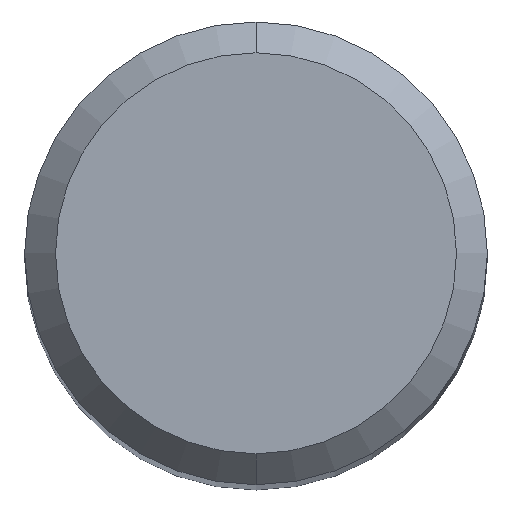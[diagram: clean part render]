
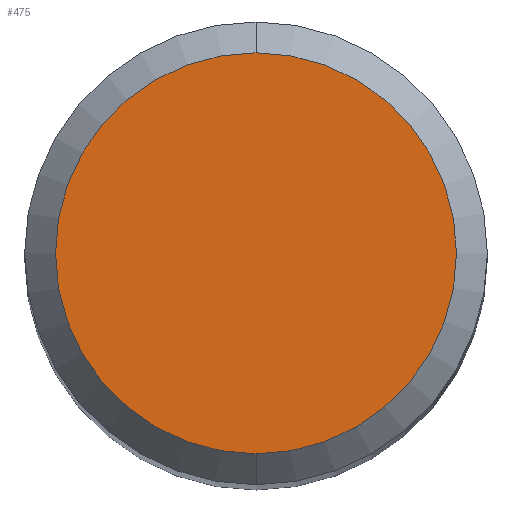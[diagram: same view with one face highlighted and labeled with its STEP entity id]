
A CAD part, top view. The second image highlights one B-rep face of the part: STEP entity #475.
In plain terms, the highlighted planar face has unit normal (0, 0, 1).
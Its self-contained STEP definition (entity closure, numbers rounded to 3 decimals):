
#331=EDGE_CURVE('',#411,#439,#662,.T.);
#411=VERTEX_POINT('',#756);
#425=EDGE_CURVE('',#439,#411,#771,.T.);
#439=VERTEX_POINT('',#785);
#475=ADVANCED_FACE('',(#822),#823,.T.);
#662=CIRCLE('',#1168,2.6);
#756=CARTESIAN_POINT('',(0.0,2.6,0.0));
#771=CIRCLE('',#1348,2.6);
#785=CARTESIAN_POINT('',(0.,-2.6,0.0));
#822=FACE_OUTER_BOUND('',#1477,.T.);
#823=PLANE('',#1478);
#1168=AXIS2_PLACEMENT_3D('',#1665,#1666,#1667);
#1348=AXIS2_PLACEMENT_3D('',#1815,#1816,#1817);
#1477=EDGE_LOOP('',(#1843,#1844));
#1478=AXIS2_PLACEMENT_3D('',#1845,#1846,#1847);
#1665=CARTESIAN_POINT('',(0.0,0.0,0.0));
#1666=DIRECTION('',(0.0,0.0,-1.0));
#1667=DIRECTION('',(0.0,1.0,0.0));
#1815=CARTESIAN_POINT('',(0.0,0.0,0.0));
#1816=DIRECTION('',(0.0,0.0,-1.0));
#1817=DIRECTION('',(0.0,1.0,0.0));
#1843=ORIENTED_EDGE('',*,*,#331,.F.);
#1844=ORIENTED_EDGE('',*,*,#425,.F.);
#1845=CARTESIAN_POINT('',(0.0,1.3,0.0));
#1846=DIRECTION('',(-0.0,0.0,1.0));
#1847=DIRECTION('',(0.0,-1.0,0.0));
